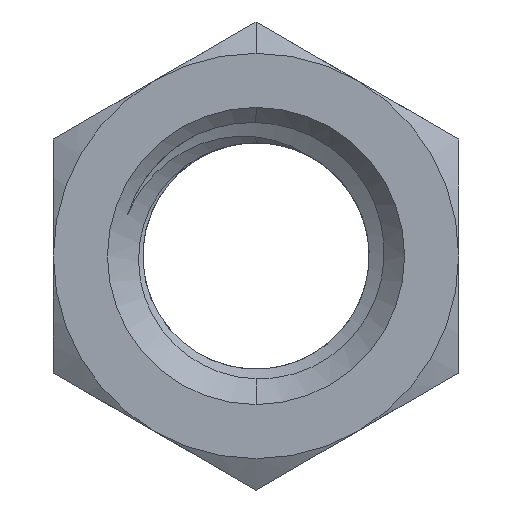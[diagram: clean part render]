
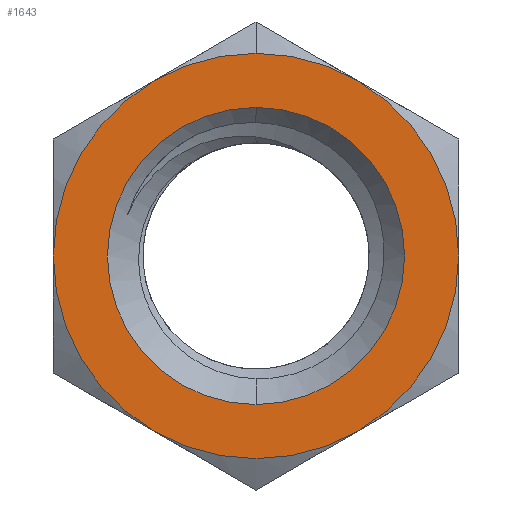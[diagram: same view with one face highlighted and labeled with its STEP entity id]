
A CAD part, front view. The second image highlights one B-rep face of the part: STEP entity #1643.
In plain terms, the highlighted planar face has unit normal (0, -1, 0).
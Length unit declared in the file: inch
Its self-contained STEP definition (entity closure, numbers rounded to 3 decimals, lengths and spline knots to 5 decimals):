
#44 = CIRCLE ( 'NONE', #1295, 0.75 ) ;
#47 = DIRECTION ( 'NONE',  ( 0., 0., 1. ) ) ;
#77 = ORIENTED_EDGE ( 'NONE', *, *, #297, .T. ) ;
#84 = EDGE_CURVE ( 'NONE', #2692, #1309, #1892, .T. ) ;
#101 = DIRECTION ( 'NONE',  ( 0., 1., 0. ) ) ;
#141 = AXIS2_PLACEMENT_3D ( 'NONE', #1968, #657, #2194 ) ;
#152 = DIRECTION ( 'NONE',  ( 0., 0., 1. ) ) ;
#166 = DIRECTION ( 'NONE',  ( 0., -1., 0. ) ) ;
#183 = CARTESIAN_POINT ( 'NONE',  ( -0.75, -0.2875, 0. ) ) ;
#234 = CARTESIAN_POINT ( 'NONE',  ( -0.375, -0.2875, 0.64952 ) ) ;
#244 = EDGE_CURVE ( 'NONE', #296, #1309, #808, .T. ) ;
#296 = VERTEX_POINT ( 'NONE', #1528 ) ;
#297 = EDGE_CURVE ( 'NONE', #2369, #402, #528, .T. ) ;
#341 = PLANE ( 'NONE',  #568 ) ;
#346 = CARTESIAN_POINT ( 'NONE',  ( 0., -0.2875, 0.75 ) ) ;
#402 = VERTEX_POINT ( 'NONE', #234 ) ;
#422 = CIRCLE ( 'NONE', #1594, 0.55 ) ;
#473 = DIRECTION ( 'NONE',  ( 0., -1., 0. ) ) ;
#528 = CIRCLE ( 'NONE', #141, 0.75 ) ;
#556 = ORIENTED_EDGE ( 'NONE', *, *, #84, .F. ) ;
#568 = AXIS2_PLACEMENT_3D ( 'NONE', #2327, #1848, #152 ) ;
#580 = EDGE_LOOP ( 'NONE', ( #2201, #1553 ) ) ;
#617 = VERTEX_POINT ( 'NONE', #183 ) ;
#657 = DIRECTION ( 'NONE',  ( 0., -1., 0. ) ) ;
#672 = CARTESIAN_POINT ( 'NONE',  ( 0., -0.2875, 0. ) ) ;
#770 = AXIS2_PLACEMENT_3D ( 'NONE', #1778, #2452, #47 ) ;
#771 = FACE_OUTER_BOUND ( 'NONE', #2215, .T. ) ;
#808 = CIRCLE ( 'NONE', #875, 0.75 ) ;
#812 = CARTESIAN_POINT ( 'NONE',  ( 0., -0.2875, 0. ) ) ;
#819 = DIRECTION ( 'NONE',  ( 0., 0., 1. ) ) ;
#875 = AXIS2_PLACEMENT_3D ( 'NONE', #2207, #1125, #1115 ) ;
#952 = AXIS2_PLACEMENT_3D ( 'NONE', #672, #2413, #2608 ) ;
#1024 = EDGE_CURVE ( 'NONE', #1757, #1088, #422, .T. ) ;
#1049 = EDGE_CURVE ( 'NONE', #2692, #2369, #2488, .T. ) ;
#1088 = VERTEX_POINT ( 'NONE', #2217 ) ;
#1115 = DIRECTION ( 'NONE',  ( 0., 0., 1. ) ) ;
#1119 = DIRECTION ( 'NONE',  ( 0., 0., -1. ) ) ;
#1125 = DIRECTION ( 'NONE',  ( 0., -1., 0. ) ) ;
#1161 = ORIENTED_EDGE ( 'NONE', *, *, #1049, .T. ) ;
#1185 = EDGE_CURVE ( 'NONE', #617, #1817, #2312, .T. ) ;
#1215 = DIRECTION ( 'NONE',  ( 0., 0., 1. ) ) ;
#1279 = DIRECTION ( 'NONE',  ( 0., -1., 0. ) ) ;
#1295 = AXIS2_PLACEMENT_3D ( 'NONE', #812, #1279, #819 ) ;
#1309 = VERTEX_POINT ( 'NONE', #2849 ) ;
#1312 = ORIENTED_EDGE ( 'NONE', *, *, #244, .T. ) ;
#1340 = CARTESIAN_POINT ( 'NONE',  ( 0., -0.2875, 0. ) ) ;
#1453 = CIRCLE ( 'NONE', #1886, 0.55 ) ;
#1528 = CARTESIAN_POINT ( 'NONE',  ( 0.375, -0.2875, -0.64952 ) ) ;
#1552 = DIRECTION ( 'NONE',  ( 0., -1., 0. ) ) ;
#1553 = ORIENTED_EDGE ( 'NONE', *, *, #1024, .F. ) ;
#1594 = AXIS2_PLACEMENT_3D ( 'NONE', #2200, #473, #1119 ) ;
#1643 = ADVANCED_FACE ( 'NONE', ( #1822, #771 ), #341, .F. ) ;
#1695 = EDGE_CURVE ( 'NONE', #402, #617, #44, .T. ) ;
#1715 = ORIENTED_EDGE ( 'NONE', *, *, #1695, .T. ) ;
#1757 = VERTEX_POINT ( 'NONE', #2136 ) ;
#1778 = CARTESIAN_POINT ( 'NONE',  ( 0., -0.2875, 0. ) ) ;
#1817 = VERTEX_POINT ( 'NONE', #2800 ) ;
#1822 = FACE_BOUND ( 'NONE', #580, .T. ) ;
#1832 = EDGE_CURVE ( 'NONE', #1817, #296, #2688, .T. ) ;
#1848 = DIRECTION ( 'NONE',  ( 0., 1., 0. ) ) ;
#1886 = AXIS2_PLACEMENT_3D ( 'NONE', #2559, #166, #2337 ) ;
#1892 = CIRCLE ( 'NONE', #2698, 0.75 ) ;
#1968 = CARTESIAN_POINT ( 'NONE',  ( 0., -0.2875, 0. ) ) ;
#2050 = ORIENTED_EDGE ( 'NONE', *, *, #1185, .T. ) ;
#2136 = CARTESIAN_POINT ( 'NONE',  ( 0., -0.2875, 0.55 ) ) ;
#2194 = DIRECTION ( 'NONE',  ( 0., 0., 1. ) ) ;
#2200 = CARTESIAN_POINT ( 'NONE',  ( 0., -0.2875, 0. ) ) ;
#2201 = ORIENTED_EDGE ( 'NONE', *, *, #2729, .F. ) ;
#2207 = CARTESIAN_POINT ( 'NONE',  ( 0., -0.2875, 0. ) ) ;
#2215 = EDGE_LOOP ( 'NONE', ( #1161, #77, #1715, #2050, #2704, #1312, #556 ) ) ;
#2217 = CARTESIAN_POINT ( 'NONE',  ( 0., -0.2875, -0.55 ) ) ;
#2297 = CARTESIAN_POINT ( 'NONE',  ( 0., -0.2875, 0. ) ) ;
#2312 = CIRCLE ( 'NONE', #770, 0.75 ) ;
#2327 = CARTESIAN_POINT ( 'NONE',  ( 0., -0.2875, 0. ) ) ;
#2337 = DIRECTION ( 'NONE',  ( 0., 0., -1. ) ) ;
#2369 = VERTEX_POINT ( 'NONE', #346 ) ;
#2413 = DIRECTION ( 'NONE',  ( 0., -1., 0. ) ) ;
#2441 = DIRECTION ( 'NONE',  ( 0., 0., 1. ) ) ;
#2452 = DIRECTION ( 'NONE',  ( 0., -1., 0. ) ) ;
#2488 = CIRCLE ( 'NONE', #2533, 0.75 ) ;
#2533 = AXIS2_PLACEMENT_3D ( 'NONE', #1340, #1552, #2441 ) ;
#2559 = CARTESIAN_POINT ( 'NONE',  ( 0., -0.2875, 0. ) ) ;
#2590 = CARTESIAN_POINT ( 'NONE',  ( 0.375, -0.2875, 0.64952 ) ) ;
#2608 = DIRECTION ( 'NONE',  ( 0., 0., 1. ) ) ;
#2688 = CIRCLE ( 'NONE', #952, 0.75 ) ;
#2692 = VERTEX_POINT ( 'NONE', #2590 ) ;
#2698 = AXIS2_PLACEMENT_3D ( 'NONE', #2297, #101, #1215 ) ;
#2704 = ORIENTED_EDGE ( 'NONE', *, *, #1832, .T. ) ;
#2729 = EDGE_CURVE ( 'NONE', #1088, #1757, #1453, .T. ) ;
#2800 = CARTESIAN_POINT ( 'NONE',  ( -0.375, -0.2875, -0.64952 ) ) ;
#2849 = CARTESIAN_POINT ( 'NONE',  ( 0.75, -0.2875, 0. ) ) ;
